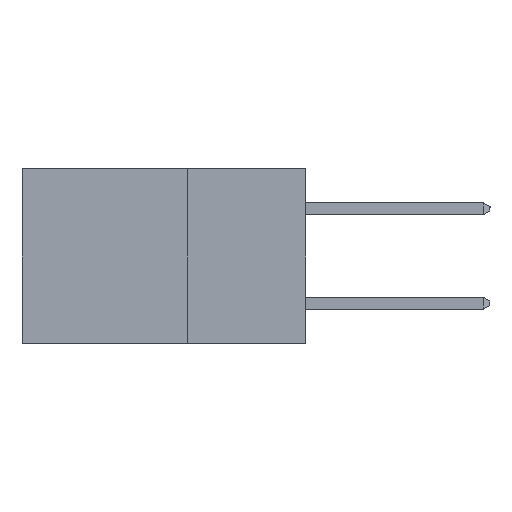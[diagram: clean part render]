
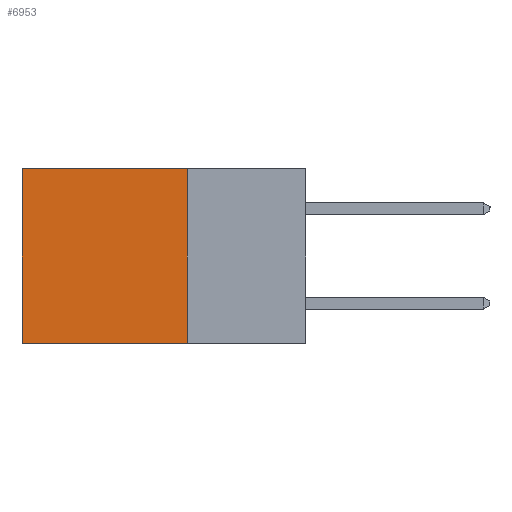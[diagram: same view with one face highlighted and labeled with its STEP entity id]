
A CAD part, left-side view. The second image highlights one B-rep face of the part: STEP entity #6953.
In plain terms, the highlighted planar face has unit normal (-1, 0, 0).
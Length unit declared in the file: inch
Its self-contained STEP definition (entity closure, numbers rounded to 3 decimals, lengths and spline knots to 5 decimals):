
#986 = CARTESIAN_POINT ( 'NONE',  ( 0.2615, 0.6, -0.37 ) ) ;
#1283 = VECTOR ( 'NONE', #11173, 39.37008 ) ;
#1940 = EDGE_CURVE ( 'NONE', #10802, #16237, #8943, .T. ) ;
#1950 = DIRECTION ( 'NONE',  ( 0., 1., 0. ) ) ;
#3567 = CARTESIAN_POINT ( 'NONE',  ( 0.2615, 0.25, -0.37 ) ) ;
#4007 = ORIENTED_EDGE ( 'NONE', *, *, #14415, .F. ) ;
#5363 = VECTOR ( 'NONE', #16035, 39.37008 ) ;
#5458 = CARTESIAN_POINT ( 'NONE',  ( 0.2615, 0.25, -0.37 ) ) ;
#5536 = CARTESIAN_POINT ( 'NONE',  ( 0.2615, 0.6, -0.37 ) ) ;
#6953 = ADVANCED_FACE ( 'NONE', ( #22243 ), #13400, .F. ) ;
#8320 = EDGE_LOOP ( 'NONE', ( #14480, #4007, #21465, #23260 ) ) ;
#8943 = LINE ( 'NONE', #5458, #22122 ) ;
#10708 = CARTESIAN_POINT ( 'NONE',  ( 0.2615, 0.25, 0. ) ) ;
#10802 = VERTEX_POINT ( 'NONE', #22499 ) ;
#11173 = DIRECTION ( 'NONE',  ( 0., 0., -1. ) ) ;
#11509 = VECTOR ( 'NONE', #1950, 39.37008 ) ;
#13400 = PLANE ( 'NONE',  #18161 ) ;
#14415 = EDGE_CURVE ( 'NONE', #16237, #17388, #23223, .T. ) ;
#14480 = ORIENTED_EDGE ( 'NONE', *, *, #22940, .T. ) ;
#14933 = CARTESIAN_POINT ( 'NONE',  ( 0.2615, 0.6, 0. ) ) ;
#16035 = DIRECTION ( 'NONE',  ( 0., 1., 0. ) ) ;
#16237 = VERTEX_POINT ( 'NONE', #20842 ) ;
#16977 = DIRECTION ( 'NONE',  ( 0., 0., -1. ) ) ;
#17042 = EDGE_CURVE ( 'NONE', #10802, #18118, #19440, .T. ) ;
#17388 = VERTEX_POINT ( 'NONE', #986 ) ;
#18118 = VERTEX_POINT ( 'NONE', #14933 ) ;
#18148 = DIRECTION ( 'NONE',  ( 0., 0., -1. ) ) ;
#18161 = AXIS2_PLACEMENT_3D ( 'NONE', #20689, #22361, #16977 ) ;
#19440 = LINE ( 'NONE', #10708, #11509 ) ;
#20689 = CARTESIAN_POINT ( 'NONE',  ( 0.2615, 0.25, -0.37 ) ) ;
#20842 = CARTESIAN_POINT ( 'NONE',  ( 0.2615, 0.25, -0.37 ) ) ;
#21465 = ORIENTED_EDGE ( 'NONE', *, *, #1940, .F. ) ;
#21922 = LINE ( 'NONE', #5536, #1283 ) ;
#22122 = VECTOR ( 'NONE', #18148, 39.37008 ) ;
#22243 = FACE_OUTER_BOUND ( 'NONE', #8320, .T. ) ;
#22361 = DIRECTION ( 'NONE',  ( 1., 0., 0. ) ) ;
#22499 = CARTESIAN_POINT ( 'NONE',  ( 0.2615, 0.25, 0. ) ) ;
#22940 = EDGE_CURVE ( 'NONE', #18118, #17388, #21922, .T. ) ;
#23223 = LINE ( 'NONE', #3567, #5363 ) ;
#23260 = ORIENTED_EDGE ( 'NONE', *, *, #17042, .T. ) ;
